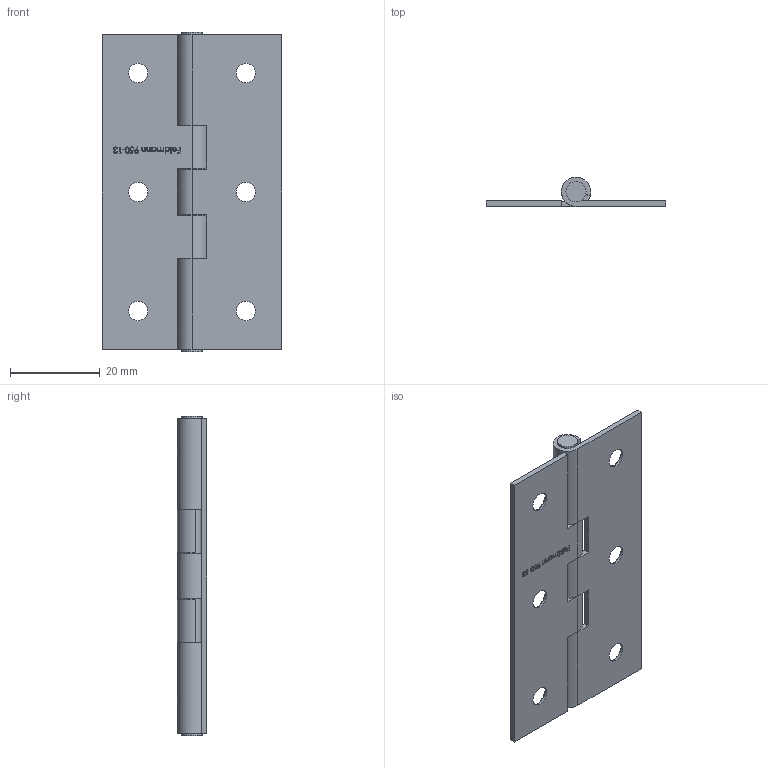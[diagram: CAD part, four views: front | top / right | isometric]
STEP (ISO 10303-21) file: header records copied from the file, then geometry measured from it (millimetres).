
FILE_DESCRIPTION (( 'STEP AP203' ), '1' );
FILE_NAME ('950-13.step', '2021-11-26T10:37:29', ( '' ), ( '' ), 'SwSTEP 2.0', 'SolidWorks 2018', '' );
FILE_SCHEMA (( 'CONFIG_CONTROL_DESIGN' ));
Length unit declared in the file: millimetre
Products named in the file (7): 950-13; 950-13 Teil3; 950-13 Teil2; 950-13 Teil1
Assembly tree (3 placements, depth 2):
  950-13
    950-13 Teil1
    950-13 Teil2
    950-13 Teil3
  950-13 Teil3
  950-13 Teil1
  950-13 Teil2
Bounding box: 40 x 6.5 x 71.1 mm (x, y, z)
Volume: 4957.3 mm3; surface area: 8431.5 mm2
Topology: 3 solids, 3 shells, 240 faces, 640 edges, 427 vertices
Faces by surface type: plane 127, bspline 88, cylinder 19, cone 6
Full cylindrical faces by diameter (mm): 4 x1, 4.3 x6, 4.5 x2
Entity records: 12562 total; most frequent: CARTESIAN_POINT 6581, ORIENTED_EDGE 1236, DIRECTION 804, EDGE_CURVE 618, VERTEX_POINT 420, VECTOR 398, LINE 398, EDGE_LOOP 288
